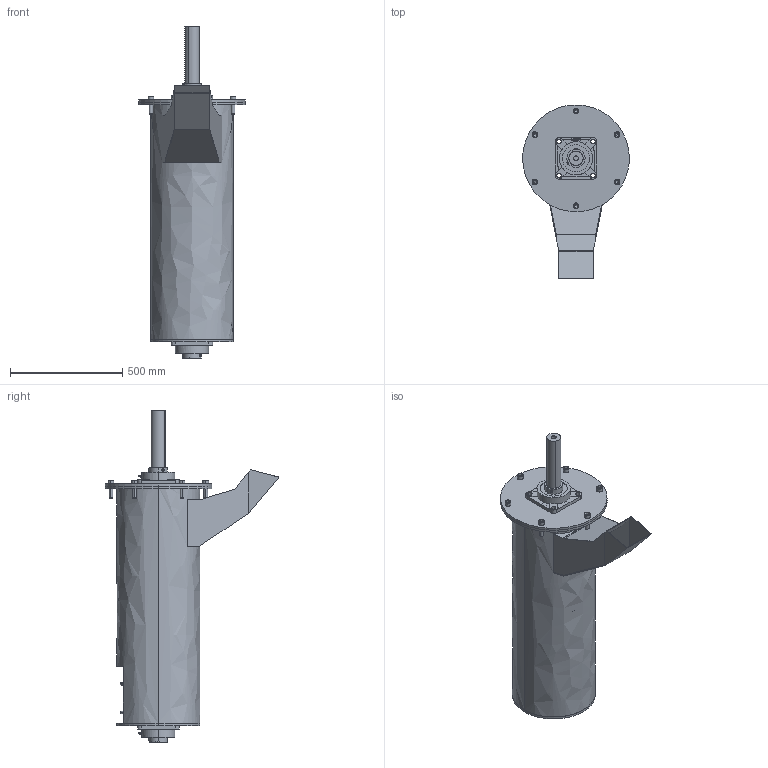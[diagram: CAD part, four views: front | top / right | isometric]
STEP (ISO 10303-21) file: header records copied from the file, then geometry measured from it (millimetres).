
FILE_DESCRIPTION(('FreeCAD Model'),'2;1');
FILE_NAME('Open CASCADE Shape Model','2025-05-01T09:53:26',('FreeCAD'),( 'FreeCAD'),'Open CASCADE STEP processor 7.6','FreeCAD','Unknown');
FILE_SCHEMA(('AUTOMOTIVE_DESIGN { 1 0 10303 214 1 1 1 1 }'));
Products named in the file (1): Open CASCADE STEP translator 7.6 1
Bounding box: 475.03 x 773.95 x 1477.86 mm (x, y, z)
Volume: 21304230.4 mm3; surface area: 5063738.6 mm2
Topology: 114 solids, 114 shells, 1610 faces, 4242 edges, 2720 vertices
Faces by surface type: bspline 1610
Entity records: 57732 total; most frequent: CARTESIAN_POINT 35001, ORIENTED_EDGE 8460, EDGE_CURVE 4230, VERTEX_POINT 2720, FACE_BOUND 1862, EDGE_LOOP 1862, ADVANCED_FACE 1610, B_SPLINE_CURVE_WITH_KNOTS 1386
